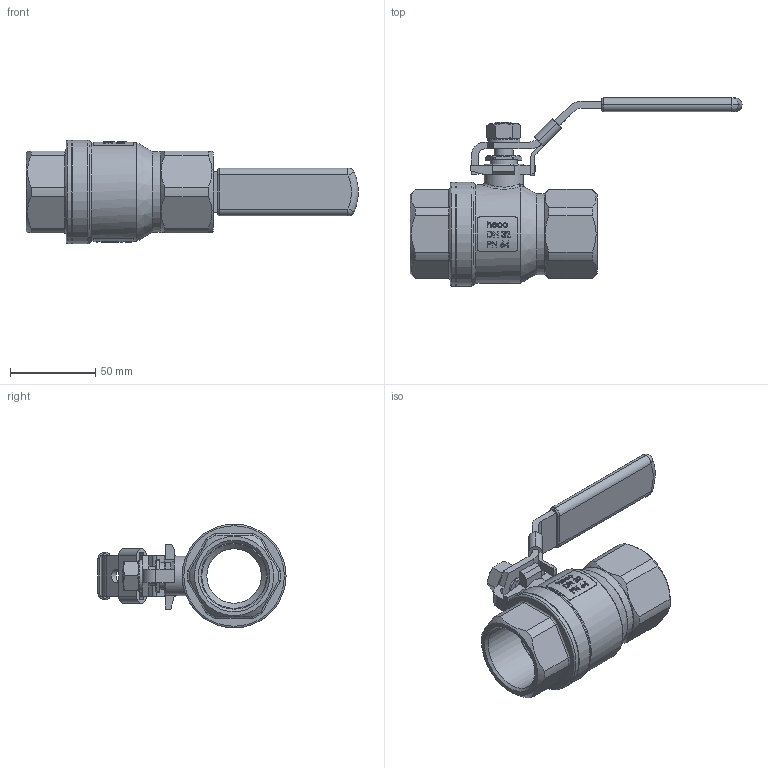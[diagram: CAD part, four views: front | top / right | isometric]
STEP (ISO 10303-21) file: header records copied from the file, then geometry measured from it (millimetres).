
FILE_DESCRIPTION (( 'STEP AP214' ), '1' );
FILE_NAME ('K2-114-000-4 Kugelhahn heco step214.STEP', '2012-11-20T14:29:18', ( 'test' ), ( '' ), 'SwSTEP 2.0', 'SolidWorks 2011', '' );
FILE_SCHEMA (( 'AUTOMOTIVE_DESIGN' ));
Length unit declared in the file: millimetre
Products named in the file (1): K2-114-000-4 Kugelhahn heco step214
Bounding box: 194.91 x 110.42 x 61 mm (x, y, z)
Volume: 176877.7 mm3; surface area: 48646.5 mm2
Topology: 1 solids, 1 shells, 635 faces, 1653 edges, 1070 vertices
Faces by surface type: plane 279, bspline 184, cylinder 122, cone 26, torus 20, sphere 4
Full cylindrical faces by diameter (mm): 8.036 x1, 11 x1, 15.88 x1, 19 x1, 23 x1, 32 x1, 38.95 x2, 47.5 x1, 58 x1, 61 x2
Entity records: 35476 total; most frequent: CARTESIAN_POINT 14507, ORIENTED_EDGE 3196, DIRECTION 2294, EDGE_CURVE 1598, VERTEX_POINT 1052, LINE 782, VECTOR 782, AXIS2_PLACEMENT_3D 756
